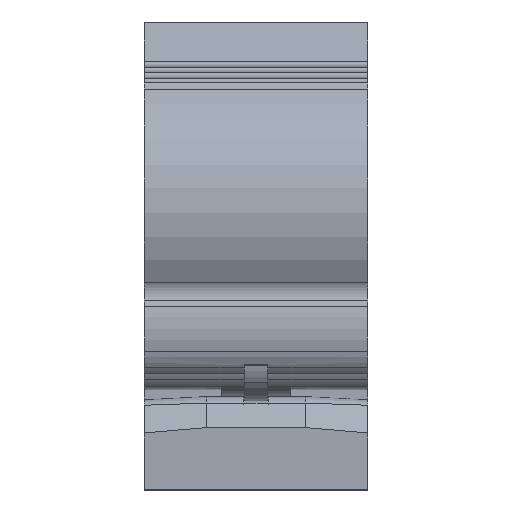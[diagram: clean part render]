
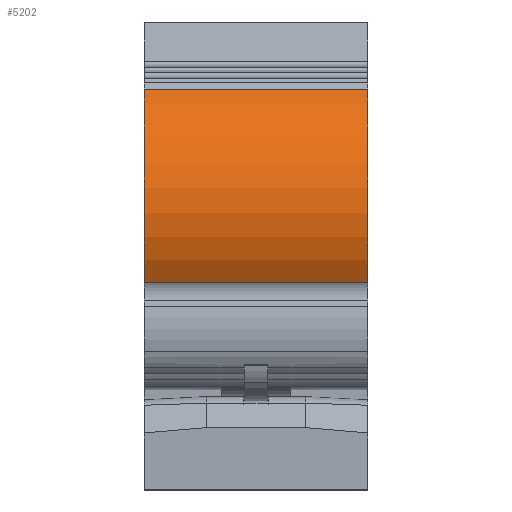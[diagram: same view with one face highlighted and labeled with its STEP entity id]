
A CAD part, top view. The second image highlights one B-rep face of the part: STEP entity #5202.
In plain terms, the highlighted cylindrical face has radius 23 mm (diameter 46 mm), a partial arc.
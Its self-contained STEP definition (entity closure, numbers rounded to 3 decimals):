
#2525 = AXIS2_PLACEMENT_3D ( 'NONE', #6922, #6923, #6924 ) ;
#3367 = FACE_OUTER_BOUND ( 'NONE', #6517, .T. ) ;
#3368 = CYLINDRICAL_SURFACE ( 'NONE', #2525, 23. ) ;
#5202 = ADVANCED_FACE ( 'NONE', ( #3367 ), #3368, .T. ) ;
#5911 = VERTEX_POINT ( 'NONE', #7957 ) ;
#5912 = VERTEX_POINT ( 'NONE', #7958 ) ;
#5913 = VERTEX_POINT ( 'NONE', #7959 ) ;
#5914 = VERTEX_POINT ( 'NONE', #7960 ) ;
#6517 = EDGE_LOOP ( 'NONE', ( #10652, #10655, #10654, #10657 ) ) ;
#6922 = CARTESIAN_POINT ( 'NONE',  ( 0., 44.984, -18.03 ) ) ;
#6923 = DIRECTION ( 'NONE',  ( -1., 0., 0. ) ) ;
#6924 = DIRECTION ( 'NONE',  ( 0., -0.582, 0.813 ) ) ;
#7957 = CARTESIAN_POINT ( 'NONE',  ( -36., 33.386, 1.832 ) ) ;
#7958 = CARTESIAN_POINT ( 'NONE',  ( 0., 33.386, 1.832 ) ) ;
#7959 = CARTESIAN_POINT ( 'NONE',  ( -36., 64.486, -5.836 ) ) ;
#7960 = CARTESIAN_POINT ( 'NONE',  ( 0., 64.486, -5.836 ) ) ;
#10652 = ORIENTED_EDGE ( 'NONE', *, *, #20450, .T. ) ;
#10654 = ORIENTED_EDGE ( 'NONE', *, *, #20451, .F. ) ;
#10655 = ORIENTED_EDGE ( 'NONE', *, *, #20449, .F. ) ;
#10657 = ORIENTED_EDGE ( 'NONE', *, *, #20452, .T. ) ;
#16214 = LINE ( 'NONE', #22915, #21002 ) ;
#16215 = LINE ( 'NONE', #22923, #21007 ) ;
#20449 = EDGE_CURVE ( 'NONE', #5912, #5911, #16214, .T. ) ;
#20450 = EDGE_CURVE ( 'NONE', #5913, #5911, #20996, .T. ) ;
#20451 = EDGE_CURVE ( 'NONE', #5914, #5912, #21004, .T. ) ;
#20452 = EDGE_CURVE ( 'NONE', #5914, #5913, #16215, .T. ) ;
#20996 = CIRCLE ( 'NONE', #21003, 23. ) ;
#21002 = VECTOR ( 'NONE', #22916, 1000. ) ;
#21003 = AXIS2_PLACEMENT_3D ( 'NONE', #22917, #22918, #22919 ) ;
#21004 = CIRCLE ( 'NONE', #21005, 23. ) ;
#21005 = AXIS2_PLACEMENT_3D ( 'NONE', #22920, #22921, #22922 ) ;
#21007 = VECTOR ( 'NONE', #22924, 1000. ) ;
#22915 = CARTESIAN_POINT ( 'NONE',  ( 0., 33.386, 1.832 ) ) ;
#22916 = DIRECTION ( 'NONE',  ( -1., 0., 0. ) ) ;
#22917 = CARTESIAN_POINT ( 'NONE',  ( -36., 44.984, -18.03 ) ) ;
#22918 = DIRECTION ( 'NONE',  ( 1., 0., 0. ) ) ;
#22919 = DIRECTION ( 'NONE',  ( 0., 0.582, -0.813 ) ) ;
#22920 = CARTESIAN_POINT ( 'NONE',  ( 0., 44.984, -18.03 ) ) ;
#22921 = DIRECTION ( 'NONE',  ( 1., 0., 0. ) ) ;
#22922 = DIRECTION ( 'NONE',  ( 0., 0.582, -0.813 ) ) ;
#22923 = CARTESIAN_POINT ( 'NONE',  ( 0., 64.486, -5.836 ) ) ;
#22924 = DIRECTION ( 'NONE',  ( -1., 0., 0. ) ) ;
